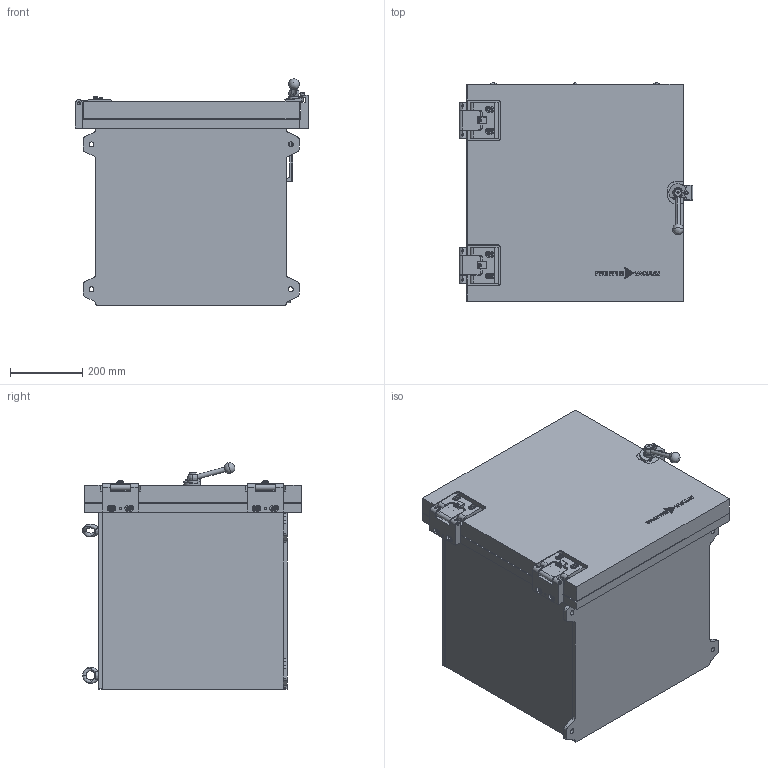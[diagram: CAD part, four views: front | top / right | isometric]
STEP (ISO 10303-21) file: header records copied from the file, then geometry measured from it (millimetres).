
FILE_DESCRIPTION (( 'STEP AP214' ), '1' );
FILE_NAME ('820KBH0500-G.stp', '2017-05-31T05:34:18', ( '' ), ( '' ), 'SwSTEP 2.0', 'SolidWorks 2015', '' );
FILE_SCHEMA (( 'AUTOMOTIVE_DESIGN' ));
Length unit declared in the file: millimetre
Products named in the file (1): 820KBH0500-G
Bounding box: 645 x 604.49 x 624.89 mm (x, y, z)
Volume: 33587651.5 mm3; surface area: 3957989.3 mm2
Topology: 38 solids, 38 shells, 4198 faces, 11252 edges, 7344 vertices
Faces by surface type: plane 2281, bspline 1238, cylinder 430, cone 244, sphere 5
Entity records: 189687 total; most frequent: CARTESIAN_POINT 46107, ORIENTED_EDGE 22346, DIRECTION 15829, EDGE_CURVE 11173, LINE 7341, VECTOR 7341, VERTEX_POINT 7338, EDGE_LOOP 4583
